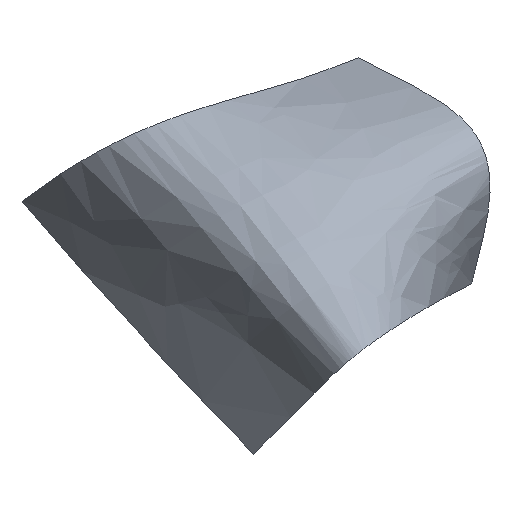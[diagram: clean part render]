
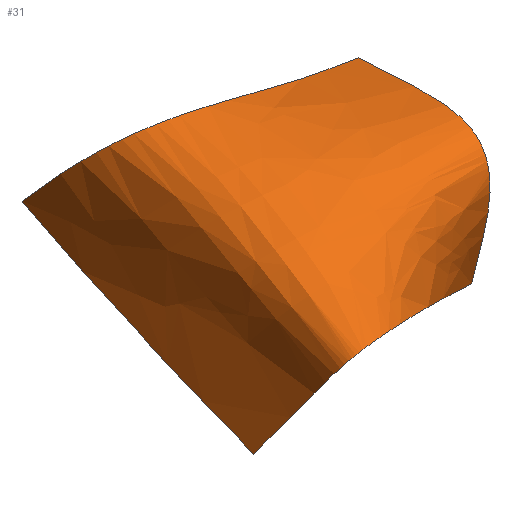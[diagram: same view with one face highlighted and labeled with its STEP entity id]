
A CAD part, isometric view. The second image highlights one B-rep face of the part: STEP entity #31.
In plain terms, the highlighted free-form (B-spline) face has degree [3, 3] with [7, 6] control points.
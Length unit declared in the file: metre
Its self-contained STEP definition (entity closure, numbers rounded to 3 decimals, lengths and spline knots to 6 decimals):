
#12=ORIENTED_EDGE('',*,*,#16,.T.);
#13=ORIENTED_EDGE('',*,*,#17,.T.);
#14=ORIENTED_EDGE('',*,*,#18,.T.);
#15=ORIENTED_EDGE('',*,*,#19,.T.);
#16=EDGE_CURVE('',#20,#21,#24,.T.);
#17=EDGE_CURVE('',#21,#22,#25,.T.);
#18=EDGE_CURVE('',#22,#23,#26,.F.);
#19=EDGE_CURVE('',#23,#20,#27,.F.);
#20=VERTEX_POINT('',#97);
#21=VERTEX_POINT('',#98);
#22=VERTEX_POINT('',#105);
#23=VERTEX_POINT('',#113);
#24=B_SPLINE_CURVE_WITH_KNOTS('',3,(#90,#91,#92,#93,#94,#95,#96),
 .UNSPECIFIED.,.F.,.F.,(4,1,1,1,4),(-0.046764,0.002448,
0.027054,0.039357,0.051661),.UNSPECIFIED.);
#25=B_SPLINE_CURVE_WITH_KNOTS('',3,(#99,#100,#101,#102,#103,#104),
 .UNSPECIFIED.,.F.,.F.,(4,1,1,4),(-0.036911,-0.001037,
0.016901,0.034838),.UNSPECIFIED.);
#26=B_SPLINE_CURVE_WITH_KNOTS('',3,(#106,#107,#108,#109,#110,#111,#112),
 .UNSPECIFIED.,.F.,.F.,(4,1,1,1,4),(-0.046764,0.002448,
0.027054,0.039357,0.051661),.UNSPECIFIED.);
#27=B_SPLINE_CURVE_WITH_KNOTS('',3,(#114,#115,#116,#117,#118,#119),
 .UNSPECIFIED.,.F.,.F.,(4,1,1,4),(-0.036911,-0.001037,
0.016901,0.034838),.UNSPECIFIED.);
#28=EDGE_LOOP('',(#12,#13,#14,#15));
#29=FACE_BOUND('',#28,.T.);
#30=B_SPLINE_SURFACE_WITH_KNOTS('',3,3,((#48,#49,#50,#51,#52,#53),(#54,
#55,#56,#57,#58,#59),(#60,#61,#62,#63,#64,#65),(#66,#67,#68,#69,#70,#71),
(#72,#73,#74,#75,#76,#77),(#78,#79,#80,#81,#82,#83),(#84,#85,#86,#87,#88,
#89)),.UNSPECIFIED.,.F.,.F.,.F.,(4,1,1,1,4),(4,1,1,4),(-0.046764,
0.002448,0.027054,0.039357,0.051661),
(-0.036911,-0.001037,0.016901,0.034838),
 .UNSPECIFIED.);
#31=ADVANCED_FACE('',(#29),#30,.T.);
#48=CARTESIAN_POINT('',(-0.046294,0.059558,0.019906));
#49=CARTESIAN_POINT('',(-0.046111,0.045431,0.012367));
#50=CARTESIAN_POINT('',(-0.044194,0.025339,-0.000698));
#51=CARTESIAN_POINT('',(-0.041374,-0.002465,-0.015819));
#52=CARTESIAN_POINT('',(-0.038944,-0.015343,-0.024454));
#53=CARTESIAN_POINT('',(-0.037831,-0.021858,-0.028657));
#54=CARTESIAN_POINT('',(-0.045968,0.043283,0.038783));
#55=CARTESIAN_POINT('',(-0.046738,0.028574,0.032145));
#56=CARTESIAN_POINT('',(-0.048802,0.005608,0.023152));
#57=CARTESIAN_POINT('',(-0.044885,-0.020025,0.005773));
#58=CARTESIAN_POINT('',(-0.042475,-0.03283,-0.002833));
#59=CARTESIAN_POINT('',(-0.041251,-0.039109,-0.007257));
#60=CARTESIAN_POINT('',(-0.04211,0.02013,0.06232));
#61=CARTESIAN_POINT('',(-0.046453,0.003697,0.059108));
#62=CARTESIAN_POINT('',(-0.055252,-0.021972,0.055305));
#63=CARTESIAN_POINT('',(-0.060606,-0.052921,0.04647));
#64=CARTESIAN_POINT('',(-0.05836,-0.064608,0.037705));
#65=CARTESIAN_POINT('',(-0.057843,-0.07099,0.033947));
#66=CARTESIAN_POINT('',(-0.000515,0.020195,0.051953));
#67=CARTESIAN_POINT('',(-0.004613,0.002399,0.051956));
#68=CARTESIAN_POINT('',(-0.010965,-0.024685,0.052562));
#69=CARTESIAN_POINT('',(-0.01592,-0.048145,0.040232));
#70=CARTESIAN_POINT('',(-0.018072,-0.057833,0.032018));
#71=CARTESIAN_POINT('',(-0.018973,-0.062412,0.027628));
#72=CARTESIAN_POINT('',(0.029126,0.026333,0.039668));
#73=CARTESIAN_POINT('',(0.024365,0.003635,0.045794));
#74=CARTESIAN_POINT('',(0.018373,-0.028379,0.052418));
#75=CARTESIAN_POINT('',(0.013969,-0.044257,0.034524));
#76=CARTESIAN_POINT('',(0.01274,-0.045234,0.018695));
#77=CARTESIAN_POINT('',(0.01203,-0.046136,0.011183));
#78=CARTESIAN_POINT('',(0.043643,0.026074,0.037455));
#79=CARTESIAN_POINT('',(0.039272,0.00463,0.04237));
#80=CARTESIAN_POINT('',(0.033611,-0.030173,0.052208));
#81=CARTESIAN_POINT('',(0.029873,-0.041668,0.030843));
#82=CARTESIAN_POINT('',(0.0289,-0.037925,0.01079));
#83=CARTESIAN_POINT('',(0.028631,-0.03572,0.000442));
#84=CARTESIAN_POINT('',(0.050964,0.026188,0.036107));
#85=CARTESIAN_POINT('',(0.046683,0.004811,0.04097));
#86=CARTESIAN_POINT('',(0.04121,-0.030698,0.051757));
#87=CARTESIAN_POINT('',(0.037716,-0.040204,0.028853));
#88=CARTESIAN_POINT('',(0.037002,-0.034264,0.006837));
#89=CARTESIAN_POINT('',(0.036729,-0.031845,-0.003695));
#90=CARTESIAN_POINT('',(-0.046294,0.059558,0.019906));
#91=CARTESIAN_POINT('',(-0.045968,0.043283,0.038783));
#92=CARTESIAN_POINT('',(-0.04211,0.02013,0.06232));
#93=CARTESIAN_POINT('',(-0.000515,0.020195,0.051953));
#94=CARTESIAN_POINT('',(0.029126,0.026333,0.039668));
#95=CARTESIAN_POINT('',(0.043643,0.026074,0.037455));
#96=CARTESIAN_POINT('',(0.050964,0.026188,0.036107));
#97=CARTESIAN_POINT('',(-0.046294,0.059558,0.019906));
#98=CARTESIAN_POINT('',(0.050964,0.026188,0.036107));
#99=CARTESIAN_POINT('',(0.050964,0.026188,0.036107));
#100=CARTESIAN_POINT('',(0.046683,0.004811,0.04097));
#101=CARTESIAN_POINT('',(0.04121,-0.030698,0.051757));
#102=CARTESIAN_POINT('',(0.037716,-0.040204,0.028853));
#103=CARTESIAN_POINT('',(0.037002,-0.034264,0.006837));
#104=CARTESIAN_POINT('',(0.036729,-0.031845,-0.003695));
#105=CARTESIAN_POINT('',(0.036729,-0.031845,-0.003695));
#106=CARTESIAN_POINT('',(-0.037831,-0.021858,-0.028657));
#107=CARTESIAN_POINT('',(-0.041251,-0.039109,-0.007257));
#108=CARTESIAN_POINT('',(-0.057843,-0.07099,0.033947));
#109=CARTESIAN_POINT('',(-0.018973,-0.062412,0.027628));
#110=CARTESIAN_POINT('',(0.01203,-0.046136,0.011183));
#111=CARTESIAN_POINT('',(0.028631,-0.03572,0.000442));
#112=CARTESIAN_POINT('',(0.036729,-0.031845,-0.003695));
#113=CARTESIAN_POINT('',(-0.037831,-0.021858,-0.028657));
#114=CARTESIAN_POINT('',(-0.046294,0.059558,0.019906));
#115=CARTESIAN_POINT('',(-0.046111,0.045431,0.012367));
#116=CARTESIAN_POINT('',(-0.044194,0.025339,-0.000698));
#117=CARTESIAN_POINT('',(-0.041374,-0.002465,-0.015819));
#118=CARTESIAN_POINT('',(-0.038944,-0.015343,-0.024454));
#119=CARTESIAN_POINT('',(-0.037831,-0.021858,-0.028657));
